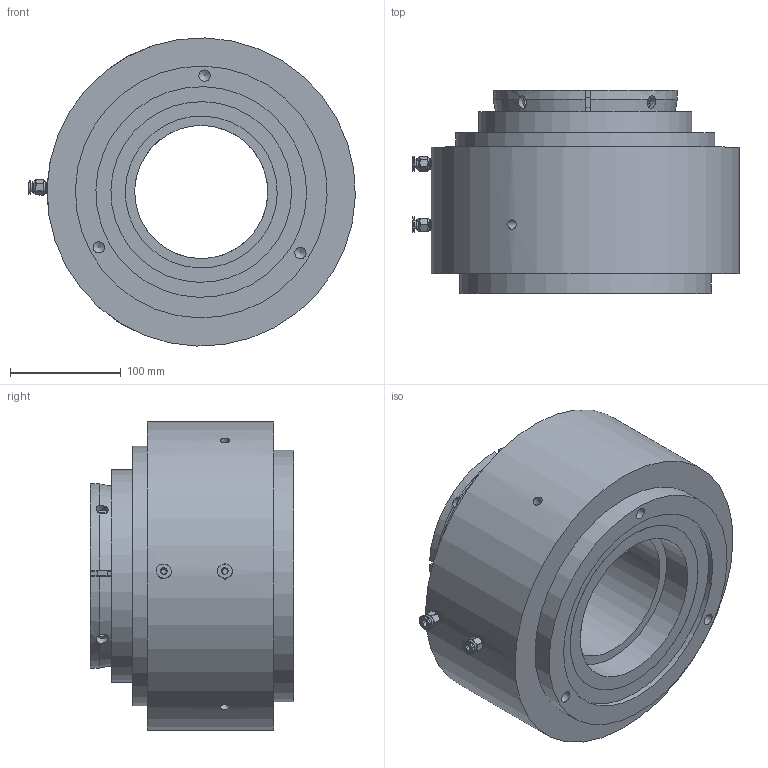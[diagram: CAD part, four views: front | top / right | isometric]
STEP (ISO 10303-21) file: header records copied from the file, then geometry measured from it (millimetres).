
FILE_DESCRIPTION (( 'STEP AP214' ), '1' );
FILE_NAME ('DZ-120-4k.STEP', '2024-05-07T06:23:15', ( '' ), ( '' ), 'SwSTEP 2.0', 'SolidWorks 2023', '' );
FILE_SCHEMA (( 'AUTOMOTIVE_DESIGN' ));
Length unit declared in the file: millimetre
Products named in the file (1): DZ-120-4k
Bounding box: 294.56 x 183.1 x 277.89 mm (x, y, z)
Volume: 6718238.8 mm3; surface area: 457025.6 mm2
Topology: 4 solids, 4 shells, 313 faces, 785 edges, 423 vertices
Faces by surface type: plane 111, cylinder 109, bspline 58, sphere 24, cone 7, torus 4
Full cylindrical faces by diameter (mm): 6 x2, 6.6 x4, 8 x2, 8.5 x4, 9.5 x2, 10.2 x3, 11 x4, 120 x1, 137 x2, 157 x1, 163 x1, 190 x1, 192 x1, 227 x1, 234 x1, 278 x1
Entity records: 16623 total; most frequent: CARTESIAN_POINT 6698, ORIENTED_EDGE 1316, DIRECTION 1282, EDGE_CURVE 658, AXIS2_PLACEMENT_3D 510, VERTEX_POINT 408, EDGE_LOOP 384, FACE_OUTER_BOUND 350
